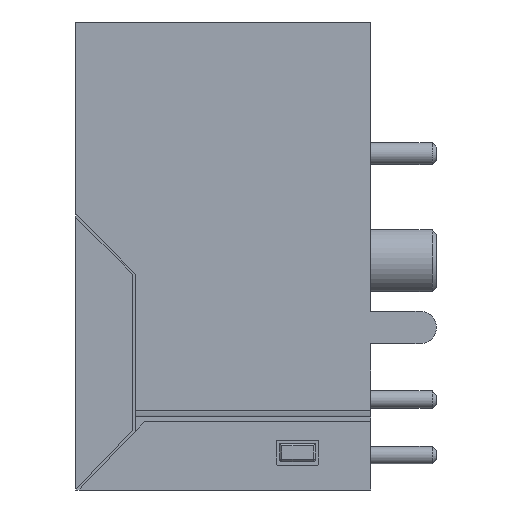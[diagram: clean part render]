
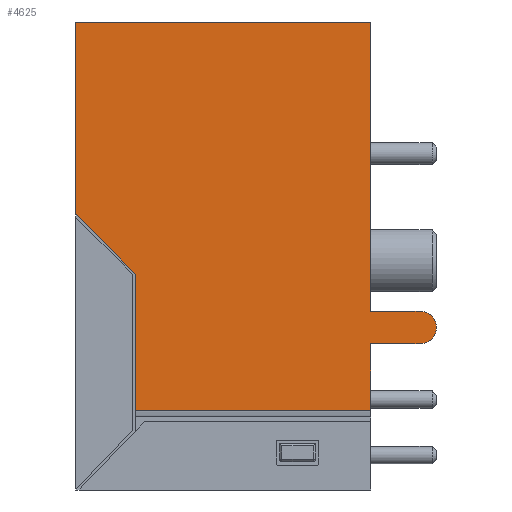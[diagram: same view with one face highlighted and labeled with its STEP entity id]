
A CAD part, left-side view. The second image highlights one B-rep face of the part: STEP entity #4625.
In plain terms, the highlighted planar face has unit normal (-1, 0, 0).
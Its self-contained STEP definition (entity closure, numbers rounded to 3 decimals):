
#90 = CARTESIAN_POINT ( 'NONE',  ( 0., -13.5, 0. ) ) ;
#200 = ORIENTED_EDGE ( 'NONE', *, *, #6235, .T. ) ;
#325 = EDGE_CURVE ( 'NONE', #7343, #5331, #8779, .T. ) ;
#380 = CARTESIAN_POINT ( 'NONE',  ( 0., -13.5, -21.4 ) ) ;
#541 = VECTOR ( 'NONE', #2108, 1000. ) ;
#863 = DIRECTION ( 'NONE',  ( 0., 0., 1. ) ) ;
#889 = LINE ( 'NONE', #90, #6219 ) ;
#1007 = CARTESIAN_POINT ( 'NONE',  ( 0., -15.75, -14.72 ) ) ;
#1154 = ORIENTED_EDGE ( 'NONE', *, *, #8806, .F. ) ;
#1186 = CARTESIAN_POINT ( 'NONE',  ( 0., 0., 0. ) ) ;
#1620 = EDGE_CURVE ( 'NONE', #6327, #8652, #7044, .T. ) ;
#1621 = DIRECTION ( 'NONE',  ( 0., 0., 1. ) ) ;
#1716 = EDGE_CURVE ( 'NONE', #5331, #6041, #889, .T. ) ;
#1804 = LINE ( 'NONE', #9406, #2219 ) ;
#1894 = LINE ( 'NONE', #9312, #5978 ) ;
#2108 = DIRECTION ( 'NONE',  ( 0., 0., 1. ) ) ;
#2162 = DIRECTION ( 'NONE',  ( -1., 0., 0. ) ) ;
#2219 = VECTOR ( 'NONE', #863, 1000. ) ;
#2422 = EDGE_CURVE ( 'NONE', #4389, #5479, #8932, .T. ) ;
#2512 = ORIENTED_EDGE ( 'NONE', *, *, #12262, .T. ) ;
#2773 = VECTOR ( 'NONE', #10772, 1000. ) ;
#3428 = AXIS2_PLACEMENT_3D ( 'NONE', #12094, #11280, #8222 ) ;
#3550 = DIRECTION ( 'NONE',  ( 0., 0., -1. ) ) ;
#3556 = CARTESIAN_POINT ( 'NONE',  ( 0., -13.5, -17.748 ) ) ;
#3685 = DIRECTION ( 'NONE',  ( 0., 1., 0. ) ) ;
#4247 = CARTESIAN_POINT ( 'NONE',  ( 0., -2.72, -21.4 ) ) ;
#4389 = VERTEX_POINT ( 'NONE', #8778 ) ;
#4599 = ORIENTED_EDGE ( 'NONE', *, *, #6475, .T. ) ;
#4614 = CARTESIAN_POINT ( 'NONE',  ( 0., -15.75, -13.22 ) ) ;
#4625 = ADVANCED_FACE ( 'NONE', ( #11376 ), #4803, .T. ) ;
#4803 = PLANE ( 'NONE',  #12212 ) ;
#4833 = DIRECTION ( 'NONE',  ( 0., 1., 0. ) ) ;
#4861 = CARTESIAN_POINT ( 'NONE',  ( 0., -13.5, -13.22 ) ) ;
#5053 = CARTESIAN_POINT ( 'NONE',  ( 0., -13.5, -14.72 ) ) ;
#5171 = EDGE_LOOP ( 'NONE', ( #7647, #7227, #7140, #4599, #8487, #200, #11989, #10434, #1154, #2512 ) ) ;
#5173 = VECTOR ( 'NONE', #1621, 1000. ) ;
#5331 = VERTEX_POINT ( 'NONE', #7557 ) ;
#5479 = VERTEX_POINT ( 'NONE', #3556 ) ;
#5978 = VECTOR ( 'NONE', #8431, 1000. ) ;
#5997 = VERTEX_POINT ( 'NONE', #7388 ) ;
#6041 = VERTEX_POINT ( 'NONE', #1186 ) ;
#6052 = CARTESIAN_POINT ( 'NONE',  ( 0., 0., -8.763 ) ) ;
#6219 = VECTOR ( 'NONE', #4833, 1000. ) ;
#6235 = EDGE_CURVE ( 'NONE', #8652, #7343, #11149, .T. ) ;
#6327 = VERTEX_POINT ( 'NONE', #1007 ) ;
#6475 = EDGE_CURVE ( 'NONE', #6594, #6327, #9779, .T. ) ;
#6594 = VERTEX_POINT ( 'NONE', #11495 ) ;
#7013 = EDGE_CURVE ( 'NONE', #5479, #6594, #7550, .T. ) ;
#7044 = CIRCLE ( 'NONE', #3428, 0.75 ) ;
#7140 = ORIENTED_EDGE ( 'NONE', *, *, #7013, .T. ) ;
#7193 = DIRECTION ( 'NONE',  ( 0., -1., 0. ) ) ;
#7227 = ORIENTED_EDGE ( 'NONE', *, *, #2422, .T. ) ;
#7343 = VERTEX_POINT ( 'NONE', #4861 ) ;
#7388 = CARTESIAN_POINT ( 'NONE',  ( 0., -2.72, -11.529 ) ) ;
#7550 = LINE ( 'NONE', #11337, #5173 ) ;
#7557 = CARTESIAN_POINT ( 'NONE',  ( 0., -13.5, 0. ) ) ;
#7647 = ORIENTED_EDGE ( 'NONE', *, *, #10747, .T. ) ;
#7818 = DIRECTION ( 'NONE',  ( 0., 0., 1. ) ) ;
#8222 = DIRECTION ( 'NONE',  ( 0., 0., 1. ) ) ;
#8431 = DIRECTION ( 'NONE',  ( 0., -0.701, -0.713 ) ) ;
#8487 = ORIENTED_EDGE ( 'NONE', *, *, #1620, .T. ) ;
#8497 = VERTEX_POINT ( 'NONE', #6052 ) ;
#8652 = VERTEX_POINT ( 'NONE', #4614 ) ;
#8721 = VECTOR ( 'NONE', #3550, 1000. ) ;
#8778 = CARTESIAN_POINT ( 'NONE',  ( 0., -2.72, -17.748 ) ) ;
#8779 = LINE ( 'NONE', #380, #541 ) ;
#8806 = EDGE_CURVE ( 'NONE', #8497, #6041, #1804, .T. ) ;
#8932 = LINE ( 'NONE', #10910, #10481 ) ;
#9161 = CARTESIAN_POINT ( 'NONE',  ( 0., -15.75, -13.22 ) ) ;
#9305 = VECTOR ( 'NONE', #3685, 1000. ) ;
#9312 = CARTESIAN_POINT ( 'NONE',  ( 0., -12.956, -21.935 ) ) ;
#9406 = CARTESIAN_POINT ( 'NONE',  ( 0., 0., -21.4 ) ) ;
#9452 = CARTESIAN_POINT ( 'NONE',  ( 0., -13.5, -21.4 ) ) ;
#9779 = LINE ( 'NONE', #5053, #2773 ) ;
#10434 = ORIENTED_EDGE ( 'NONE', *, *, #1716, .T. ) ;
#10481 = VECTOR ( 'NONE', #7193, 1000. ) ;
#10747 = EDGE_CURVE ( 'NONE', #5997, #4389, #12075, .T. ) ;
#10772 = DIRECTION ( 'NONE',  ( 0., -1., 0. ) ) ;
#10910 = CARTESIAN_POINT ( 'NONE',  ( 0., -13.5, -17.748 ) ) ;
#11149 = LINE ( 'NONE', #9161, #9305 ) ;
#11280 = DIRECTION ( 'NONE',  ( -1., 0., 0. ) ) ;
#11337 = CARTESIAN_POINT ( 'NONE',  ( 0., -13.5, -21.4 ) ) ;
#11376 = FACE_OUTER_BOUND ( 'NONE', #5171, .T. ) ;
#11495 = CARTESIAN_POINT ( 'NONE',  ( 0., -13.5, -14.72 ) ) ;
#11989 = ORIENTED_EDGE ( 'NONE', *, *, #325, .T. ) ;
#12075 = LINE ( 'NONE', #4247, #8721 ) ;
#12094 = CARTESIAN_POINT ( 'NONE',  ( 0., -15.75, -13.97 ) ) ;
#12212 = AXIS2_PLACEMENT_3D ( 'NONE', #9452, #2162, #7818 ) ;
#12262 = EDGE_CURVE ( 'NONE', #8497, #5997, #1894, .T. ) ;
